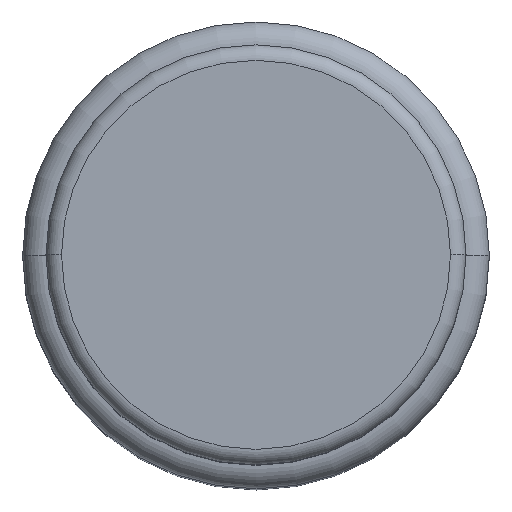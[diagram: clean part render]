
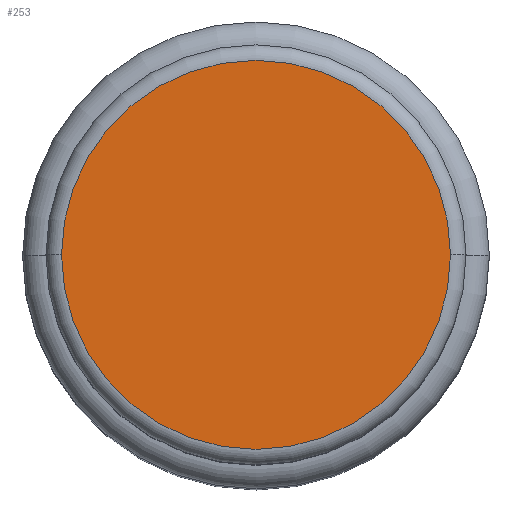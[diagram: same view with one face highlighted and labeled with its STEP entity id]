
A CAD part, top view. The second image highlights one B-rep face of the part: STEP entity #253.
In plain terms, the highlighted planar face has unit normal (0, 0, 1).
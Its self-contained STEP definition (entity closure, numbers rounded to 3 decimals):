
#76=CARTESIAN_POINT('',(0.,0.,18.));
#77=DIRECTION('',(0.,0.,1.));
#78=DIRECTION('',(1.,0.,0.));
#79=AXIS2_PLACEMENT_3D('',#76,#77,#78);
#81=CARTESIAN_POINT('',(0.,0.,18.));
#82=DIRECTION('',(0.,0.,1.));
#83=DIRECTION('',(-1.,0.,0.));
#84=AXIS2_PLACEMENT_3D('',#81,#82,#83);
#226=CARTESIAN_POINT('',(12.5,0.,18.));
#227=CARTESIAN_POINT('',(-12.5,0.,18.));
#228=VERTEX_POINT('',#226);
#229=VERTEX_POINT('',#227);
#242=CARTESIAN_POINT('',(0.,0.,18.));
#243=DIRECTION('',(0.,0.,1.));
#244=DIRECTION('',(1.,0.,0.));
#245=AXIS2_PLACEMENT_3D('',#242,#243,#244);
#246=PLANE('',#245);
#248=ORIENTED_EDGE('',*,*,#247,.F.);
#250=ORIENTED_EDGE('',*,*,#249,.F.);
#251=EDGE_LOOP('',(#248,#250));
#252=FACE_OUTER_BOUND('',#251,.F.);
#253=ADVANCED_FACE('',(#252),#246,.T.);
#80=CIRCLE('',#79,12.5);
#85=CIRCLE('',#84,12.5);
#247=EDGE_CURVE('',#228,#229,#80,.T.);
#249=EDGE_CURVE('',#229,#228,#85,.T.);
